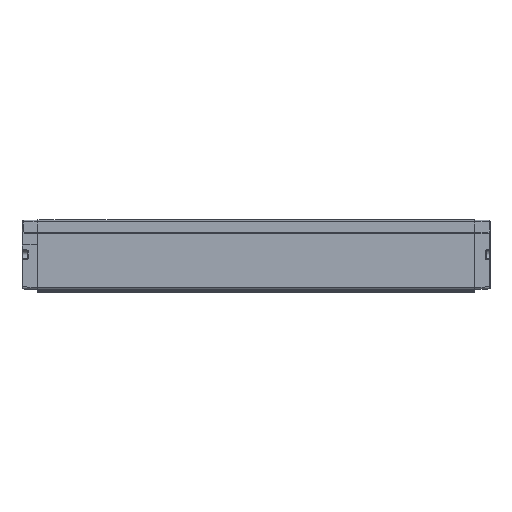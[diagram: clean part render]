
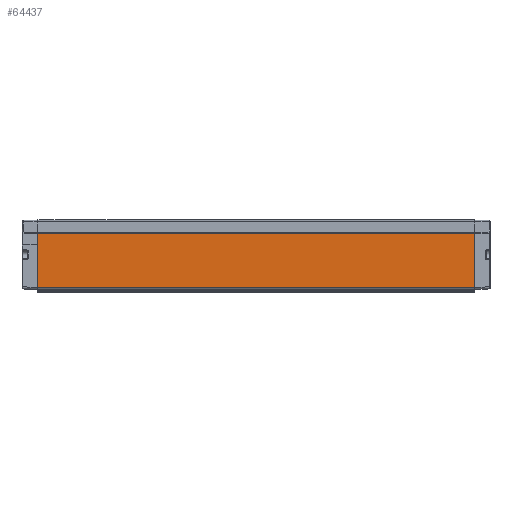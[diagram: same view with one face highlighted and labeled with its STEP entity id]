
A CAD part, front view. The second image highlights one B-rep face of the part: STEP entity #64437.
In plain terms, the highlighted planar face has unit normal (0, -1, 0).
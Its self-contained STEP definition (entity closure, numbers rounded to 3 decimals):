
#64417=AXIS2_PLACEMENT_3D('Plane Axis2P3D',#64414,#64415,#64416) ;
#61858=CARTESIAN_POINT('Vertex',(9.,-26.,3.7)) ;
#61861=CARTESIAN_POINT('Line Origine',(9.,-26.,23.15)) ;
#61865=CARTESIAN_POINT('Vertex',(9.,-26.,42.6)) ;
#64399=CARTESIAN_POINT('Vertex',(324.,-26.,3.7)) ;
#64402=CARTESIAN_POINT('Line Origine',(59.,-26.,3.7)) ;
#64414=CARTESIAN_POINT('Axis2P3D Location',(9.,-26.,2.2)) ;
#64419=CARTESIAN_POINT('Line Origine',(324.,-26.,23.15)) ;
#64423=CARTESIAN_POINT('Vertex',(324.,-26.,42.6)) ;
#64426=CARTESIAN_POINT('Line Origine',(166.5,-26.,42.6)) ;
#61862=DIRECTION('Vector Direction',(0.,0.,1.)) ;
#64403=DIRECTION('Vector Direction',(1.,0.,0.)) ;
#64415=DIRECTION('Axis2P3D Direction',(0.,1.,0.)) ;
#64416=DIRECTION('Axis2P3D XDirection',(0.,0.,1.)) ;
#64420=DIRECTION('Vector Direction',(0.,0.,1.)) ;
#64427=DIRECTION('Vector Direction',(1.,0.,0.)) ;
#61863=VECTOR('Line Direction',#61862,1.) ;
#64404=VECTOR('Line Direction',#64403,1.) ;
#64421=VECTOR('Line Direction',#64420,1.) ;
#64428=VECTOR('Line Direction',#64427,1.) ;
#64432=ORIENTED_EDGE('',*,*,#64425,.T.) ;
#64433=ORIENTED_EDGE('',*,*,#64430,.F.) ;
#64434=ORIENTED_EDGE('',*,*,#61867,.T.) ;
#64435=ORIENTED_EDGE('',*,*,#64406,.T.) ;
#64437=ADVANCED_FACE('CUVE.1\\Corps principal',(#64436),#64418,.F.) ;
#61867=EDGE_CURVE('',#61866,#61859,#61864,.F.) ;
#64406=EDGE_CURVE('',#61859,#64400,#64405,.T.) ;
#64425=EDGE_CURVE('',#64400,#64424,#64422,.T.) ;
#64430=EDGE_CURVE('',#61866,#64424,#64429,.T.) ;
#64431=EDGE_LOOP('',(#64432,#64433,#64434,#64435)) ;
#64436=FACE_OUTER_BOUND('',#64431,.T.) ;
#61864=LINE('Line',#61861,#61863) ;
#64405=LINE('Line',#64402,#64404) ;
#64422=LINE('Line',#64419,#64421) ;
#64429=LINE('Line',#64426,#64428) ;
#64418=PLANE('',#64417) ;
#61859=VERTEX_POINT('',#61858) ;
#61866=VERTEX_POINT('',#61865) ;
#64400=VERTEX_POINT('',#64399) ;
#64424=VERTEX_POINT('',#64423) ;
